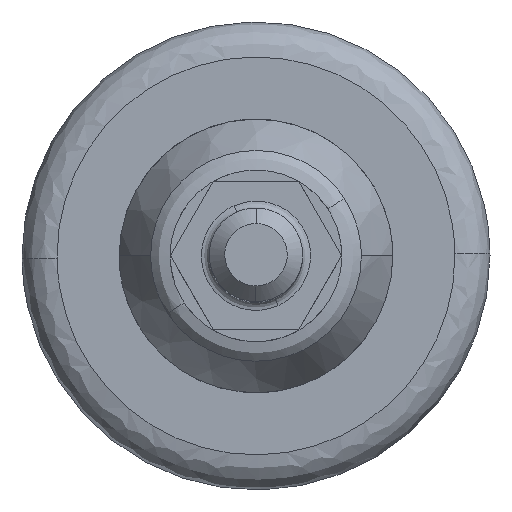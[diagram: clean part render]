
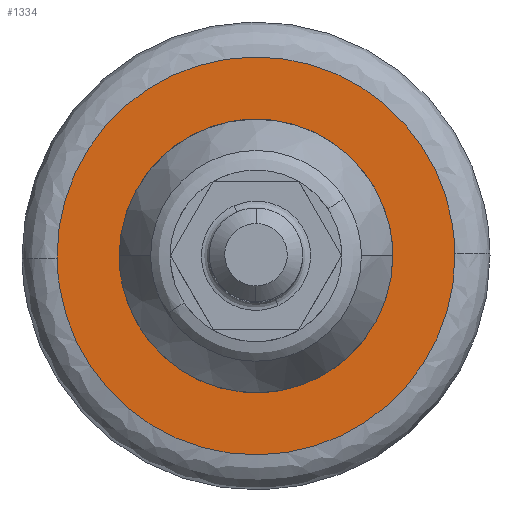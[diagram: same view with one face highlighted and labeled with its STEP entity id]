
A CAD part, top view. The second image highlights one B-rep face of the part: STEP entity #1334.
In plain terms, the highlighted free-form (B-spline) face has degree [1, 1] with [2, 2] control points.
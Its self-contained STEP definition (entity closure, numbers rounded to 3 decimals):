
#699=CARTESIAN_POINT('',(1.071,-17.512,9.0));
#700=VERTEX_POINT('',#699);
#706=CARTESIAN_POINT('',(17.545,0.0,9.0));
#707=VERTEX_POINT('',#706);
#708=CARTESIAN_POINT('',(17.545,0.0,9.0));
#709=CARTESIAN_POINT('',(17.545,-16.504,9.));
#710=CARTESIAN_POINT('',(1.071,-17.512,9.0));
#718=(BOUNDED_CURVE()B_SPLINE_CURVE(2,(#708,#709,#710),.UNSPECIFIED.,.F.,.U.)B_SPLINE_CURVE_WITH_KNOTS((3,3),(0.5,0.739),.UNSPECIFIED.)CURVE()GEOMETRIC_REPRESENTATION_ITEM()RATIONAL_B_SPLINE_CURVE((1.0,0.72,0.976))REPRESENTATION_ITEM(''));
#719=EDGE_CURVE('',#707,#700,#718,.T.);
#721=CARTESIAN_POINT('',(-1.071,17.512,9.0));
#722=VERTEX_POINT('',#721);
#723=CARTESIAN_POINT('',(-1.071,17.512,9.0));
#724=CARTESIAN_POINT('',(-0.536,17.545,9.0));
#725=CARTESIAN_POINT('',(0.,17.545,9.0));
#726=CARTESIAN_POINT('',(17.545,17.545,9.0));
#727=CARTESIAN_POINT('',(17.545,0.0,9.0));
#735=(BOUNDED_CURVE()B_SPLINE_CURVE(2,(#723,#724,#725,#726,#727),.UNSPECIFIED.,.F.,.U.)B_SPLINE_CURVE_WITH_KNOTS((3,2,3),(0.239,0.25,0.5),.UNSPECIFIED.)CURVE()GEOMETRIC_REPRESENTATION_ITEM()RATIONAL_B_SPLINE_CURVE((0.976,0.988,1.0,0.707,1.0))REPRESENTATION_ITEM(''));
#736=EDGE_CURVE('',#722,#707,#735,.T.);
#766=CARTESIAN_POINT('',(-17.545,0.0,9.0));
#767=VERTEX_POINT('',#766);
#768=CARTESIAN_POINT('',(-17.545,0.0,9.0));
#769=CARTESIAN_POINT('',(-17.545,16.504,9.));
#770=CARTESIAN_POINT('',(-1.071,17.512,9.0));
#778=(BOUNDED_CURVE()B_SPLINE_CURVE(2,(#768,#769,#770),.UNSPECIFIED.,.F.,.U.)B_SPLINE_CURVE_WITH_KNOTS((3,3),(0.0,0.239),.UNSPECIFIED.)CURVE()GEOMETRIC_REPRESENTATION_ITEM()RATIONAL_B_SPLINE_CURVE((1.0,0.72,0.976))REPRESENTATION_ITEM(''));
#779=EDGE_CURVE('',#767,#722,#778,.T.);
#781=CARTESIAN_POINT('',(1.071,-17.512,9.0));
#782=CARTESIAN_POINT('',(0.536,-17.545,9.));
#783=CARTESIAN_POINT('',(0.,-17.545,9.0));
#784=CARTESIAN_POINT('',(-17.545,-17.545,9.0));
#785=CARTESIAN_POINT('',(-17.545,0.0,9.0));
#793=(BOUNDED_CURVE()B_SPLINE_CURVE(2,(#781,#782,#783,#784,#785),.UNSPECIFIED.,.F.,.U.)B_SPLINE_CURVE_WITH_KNOTS((3,2,3),(0.739,0.75,1.0),.UNSPECIFIED.)CURVE()GEOMETRIC_REPRESENTATION_ITEM()RATIONAL_B_SPLINE_CURVE((0.976,0.988,1.0,0.707,1.0))REPRESENTATION_ITEM(''));
#794=EDGE_CURVE('',#700,#767,#793,.T.);
#1156=CARTESIAN_POINT('',(-25.498,-0.32,9.0));
#1157=VERTEX_POINT('',#1156);
#1171=CARTESIAN_POINT('',(-25.5,0.0,9.0));
#1172=VERTEX_POINT('',#1171);
#1173=CARTESIAN_POINT('',(-25.498,-0.32,9.0));
#1174=CARTESIAN_POINT('',(-25.5,-0.16,9.0));
#1175=CARTESIAN_POINT('',(-25.5,0.0,9.0));
#1183=(BOUNDED_CURVE()B_SPLINE_CURVE(2,(#1173,#1174,#1175),.UNSPECIFIED.,.F.,.U.)B_SPLINE_CURVE_WITH_KNOTS((3,3),(0.998,1.0),.UNSPECIFIED.)CURVE()GEOMETRIC_REPRESENTATION_ITEM()RATIONAL_B_SPLINE_CURVE((0.995,0.997,1.0))REPRESENTATION_ITEM(''));
#1184=EDGE_CURVE('',#1157,#1172,#1183,.T.);
#1186=CARTESIAN_POINT('',(25.498,0.32,9.0));
#1187=VERTEX_POINT('',#1186);
#1188=CARTESIAN_POINT('',(-25.5,0.0,9.0));
#1189=CARTESIAN_POINT('',(-25.5,1.818,9.));
#1190=CARTESIAN_POINT('',(-25.182,4.779,9.));
#1191=CARTESIAN_POINT('',(-24.026,8.781,9.));
#1192=CARTESIAN_POINT('',(-22.671,11.826,9.));
#1193=CARTESIAN_POINT('',(-21.156,14.314,9.));
#1194=CARTESIAN_POINT('',(-19.211,16.885,9.));
#1195=CARTESIAN_POINT('',(-16.792,19.334,9.));
#1196=CARTESIAN_POINT('',(-13.894,21.459,9.));
#1197=CARTESIAN_POINT('',(-10.853,23.161,9.));
#1198=CARTESIAN_POINT('',(-7.945,24.31,9.));
#1199=CARTESIAN_POINT('',(-4.765,25.103,9.));
#1200=CARTESIAN_POINT('',(-1.516,25.544,9.));
#1201=CARTESIAN_POINT('',(2.028,25.512,9.));
#1202=CARTESIAN_POINT('',(5.319,24.995,9.));
#1203=CARTESIAN_POINT('',(8.528,24.111,9.));
#1204=CARTESIAN_POINT('',(11.793,22.731,9.));
#1205=CARTESIAN_POINT('',(14.708,20.907,9.));
#1206=CARTESIAN_POINT('',(17.137,18.95,9.));
#1207=CARTESIAN_POINT('',(18.978,17.11,9.));
#1208=CARTESIAN_POINT('',(20.832,14.797,9.));
#1209=CARTESIAN_POINT('',(22.589,12.028,9.));
#1210=CARTESIAN_POINT('',(24.01,8.838,9.));
#1211=CARTESIAN_POINT('',(25.154,4.836,9.));
#1212=CARTESIAN_POINT('',(25.476,2.087,9.));
#1213=CARTESIAN_POINT('',(25.498,0.32,9.0));
#1214=B_SPLINE_CURVE_WITH_KNOTS('',3,(#1188,#1189,#1190,#1191,#1192,#1193,#1194,#1195,#1196,#1197,#1198,#1199,#1200,#1201,#1202,#1203,#1204,#1205,#1206,#1207,#1208,#1209,#1210,#1211,#1212,#1213),.UNSPECIFIED.,.F.,.U.,(4,1,1,1,1,1,1,1,1,1,1,1,1,1,1,1,1,1,1,1,1,1,1,4),(0.,5.454,8.883,12.467,15.428,17.61,22.129,25.714,28.363,32.571,35.064,38.181,42.389,45.661,48.155,52.362,56.258,58.44,61.713,64.05,67.323,71.531,74.492,79.79),.UNSPECIFIED.);
#1215=EDGE_CURVE('',#1172,#1187,#1214,.T.);
#1267=CARTESIAN_POINT('',(25.5,0.0,9.0));
#1268=VERTEX_POINT('',#1267);
#1269=CARTESIAN_POINT('',(25.498,0.32,9.0));
#1270=CARTESIAN_POINT('',(25.5,0.16,9.0));
#1271=CARTESIAN_POINT('',(25.5,0.0,9.0));
#1279=(BOUNDED_CURVE()B_SPLINE_CURVE(2,(#1269,#1270,#1271),.UNSPECIFIED.,.F.,.U.)B_SPLINE_CURVE_WITH_KNOTS((3,3),(0.498,0.5),.UNSPECIFIED.)CURVE()GEOMETRIC_REPRESENTATION_ITEM()RATIONAL_B_SPLINE_CURVE((0.995,0.997,1.0))REPRESENTATION_ITEM(''));
#1280=EDGE_CURVE('',#1187,#1268,#1279,.T.);
#1282=CARTESIAN_POINT('',(25.5,0.0,9.0));
#1283=CARTESIAN_POINT('',(25.5,-1.818,9.));
#1284=CARTESIAN_POINT('',(25.227,-4.363,9.));
#1285=CARTESIAN_POINT('',(24.329,-7.783,9.));
#1286=CARTESIAN_POINT('',(23.2,-10.805,9.));
#1287=CARTESIAN_POINT('',(21.512,-13.865,9.));
#1288=CARTESIAN_POINT('',(19.62,-16.348,9.));
#1289=CARTESIAN_POINT('',(17.857,-18.258,9.));
#1290=CARTESIAN_POINT('',(15.764,-20.133,9.));
#1291=CARTESIAN_POINT('',(13.061,-21.991,9.));
#1292=CARTESIAN_POINT('',(9.715,-23.681,9.));
#1293=CARTESIAN_POINT('',(6.199,-24.838,9.));
#1294=CARTESIAN_POINT('',(2.707,-25.42,9.));
#1295=CARTESIAN_POINT('',(-0.048,-25.538,9.));
#1296=CARTESIAN_POINT('',(-2.748,-25.399,9.));
#1297=CARTESIAN_POINT('',(-5.628,-24.947,9.));
#1298=CARTESIAN_POINT('',(-8.524,-24.092,9.));
#1299=CARTESIAN_POINT('',(-11.397,-22.876,9.));
#1300=CARTESIAN_POINT('',(-14.432,-21.154,9.));
#1301=CARTESIAN_POINT('',(-17.281,-18.872,9.));
#1302=CARTESIAN_POINT('',(-19.876,-16.099,9.));
#1303=CARTESIAN_POINT('',(-21.837,-13.337,9.));
#1304=CARTESIAN_POINT('',(-23.334,-10.419,9.));
#1305=CARTESIAN_POINT('',(-24.51,-7.305,9.));
#1306=CARTESIAN_POINT('',(-25.28,-4.006,9.));
#1307=CARTESIAN_POINT('',(-25.484,-1.463,9.));
#1308=CARTESIAN_POINT('',(-25.498,-0.32,9.0));
#1309=B_SPLINE_CURVE_WITH_KNOTS('',3,(#1282,#1283,#1284,#1285,#1286,#1287,#1288,#1289,#1290,#1291,#1292,#1293,#1294,#1295,#1296,#1297,#1298,#1299,#1300,#1301,#1302,#1303,#1304,#1305,#1306,#1307,#1308),.UNSPECIFIED.,.F.,.U.,(4,1,1,1,1,1,1,1,1,1,1,1,1,1,1,1,1,1,1,1,1,1,1,1,4),(0.,5.454,7.636,10.597,15.117,18.077,19.948,22.909,26.493,29.766,34.129,37.558,40.363,42.389,45.661,49.09,51.427,55.012,59.531,62.336,66.388,69.661,72.154,76.362,79.79),.UNSPECIFIED.);
#1310=EDGE_CURVE('',#1268,#1157,#1309,.T.);
#1317=CARTESIAN_POINT('',(28.047,-28.047,9.0));
#1318=CARTESIAN_POINT('',(-28.047,-28.047,9.0));
#1319=CARTESIAN_POINT('',(28.047,28.047,9.0));
#1320=CARTESIAN_POINT('',(-28.047,28.047,9.0));
#1321=B_SPLINE_SURFACE_WITH_KNOTS('',1,1,((#1317,#1319),(#1318,#1320)),.UNSPECIFIED.,.F.,.F.,.U.,(2,2),(2,2),(0.0,56.095),(0.0,56.094),.UNSPECIFIED.);
#1322=ORIENTED_EDGE('',*,*,#1184,.F.);
#1323=ORIENTED_EDGE('',*,*,#1310,.F.);
#1324=ORIENTED_EDGE('',*,*,#1280,.F.);
#1325=ORIENTED_EDGE('',*,*,#1215,.F.);
#1326=EDGE_LOOP('',(#1322,#1323,#1324,#1325));
#1327=FACE_OUTER_BOUND('',#1326,.T.);
#1328=ORIENTED_EDGE('',*,*,#719,.T.);
#1329=ORIENTED_EDGE('',*,*,#794,.T.);
#1330=ORIENTED_EDGE('',*,*,#779,.T.);
#1331=ORIENTED_EDGE('',*,*,#736,.T.);
#1332=EDGE_LOOP('',(#1328,#1329,#1330,#1331));
#1333=FACE_BOUND('',#1332,.T.);
#1334=ADVANCED_FACE('',(#1327,#1333),#1321,.F.);
